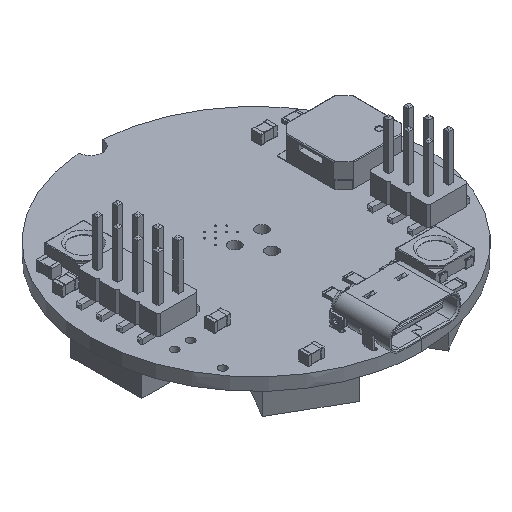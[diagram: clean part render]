
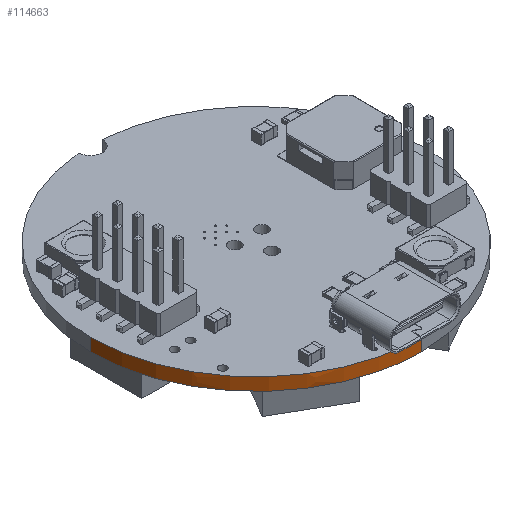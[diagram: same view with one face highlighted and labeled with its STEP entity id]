
A CAD part, isometric view. The second image highlights one B-rep face of the part: STEP entity #114663.
In plain terms, the highlighted face is a extrusion surface.
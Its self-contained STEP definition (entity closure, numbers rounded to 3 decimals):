
#112416 = PLANE('',#112417);
#112417 = AXIS2_PLACEMENT_3D('',#112418,#112419,#112420);
#112418 = CARTESIAN_POINT('',(50.,-49.724,1.6));
#112419 = DIRECTION('',(0.,0.,1.));
#112420 = DIRECTION('',(1.,0.,-0.));
#112445 = SURFACE_OF_LINEAR_EXTRUSION('',#112446,#112451);
#112446 = B_SPLINE_CURVE_WITH_KNOTS('',3,(#112447,#112448,#112449,
    #112450),.UNSPECIFIED.,.F.,.F.,(4,4),(0.,1.),
  .PIECEWISE_BEZIER_KNOTS.);
#112447 = CARTESIAN_POINT('',(48.506,-29.029,0.));
#112448 = CARTESIAN_POINT('',(37.606,-29.796,0.));
#112449 = CARTESIAN_POINT('',(29.,-38.876,0.));
#112450 = CARTESIAN_POINT('',(29.,-49.971,0.));
#112451 = VECTOR('',#112452,1.);
#112452 = DIRECTION('',(-0.,-0.,-1.));
#112475 = PLANE('',#112476);
#112476 = AXIS2_PLACEMENT_3D('',#112477,#112478,#112479);
#112477 = CARTESIAN_POINT('',(50.,-49.724,0.));
#112478 = DIRECTION('',(0.,0.,1.));
#112479 = DIRECTION('',(1.,0.,-0.));
#112576 = VERTEX_POINT('',#112577);
#112577 = CARTESIAN_POINT('',(29.,-49.971,1.6));
#112600 = EDGE_CURVE('',#112601,#112576,#112603,.T.);
#112601 = VERTEX_POINT('',#112602);
#112602 = CARTESIAN_POINT('',(29.,-49.971,0.));
#112603 = SURFACE_CURVE('',#112604,(#112608,#112615),.PCURVE_S1.);
#112604 = LINE('',#112605,#112606);
#112605 = CARTESIAN_POINT('',(29.,-49.971,0.));
#112606 = VECTOR('',#112607,1.);
#112607 = DIRECTION('',(0.,0.,1.));
#112608 = PCURVE('',#112445,#112609);
#112609 = DEFINITIONAL_REPRESENTATION('',(#112610),#112614);
#112610 = LINE('',#112611,#112612);
#112611 = CARTESIAN_POINT('',(1.,0.));
#112612 = VECTOR('',#112613,1.);
#112613 = DIRECTION('',(0.,-1.));
#112614 = ( GEOMETRIC_REPRESENTATION_CONTEXT(2) 
PARAMETRIC_REPRESENTATION_CONTEXT() REPRESENTATION_CONTEXT('2D SPACE',''
  ) );
#112615 = PCURVE('',#112616,#112624);
#112616 = SURFACE_OF_LINEAR_EXTRUSION('',#112617,#112622);
#112617 = B_SPLINE_CURVE_WITH_KNOTS('',3,(#112618,#112619,#112620,
    #112621),.UNSPECIFIED.,.F.,.F.,(4,4),(0.,1.),
  .PIECEWISE_BEZIER_KNOTS.);
#112618 = CARTESIAN_POINT('',(29.,-49.971,0.));
#112619 = CARTESIAN_POINT('',(29.,-61.569,0.));
#112620 = CARTESIAN_POINT('',(38.402,-70.971,0.));
#112621 = CARTESIAN_POINT('',(50.,-70.971,0.));
#112622 = VECTOR('',#112623,1.);
#112623 = DIRECTION('',(-0.,-0.,-1.));
#112624 = DEFINITIONAL_REPRESENTATION('',(#112625),#112629);
#112625 = LINE('',#112626,#112627);
#112626 = CARTESIAN_POINT('',(0.,0.));
#112627 = VECTOR('',#112628,1.);
#112628 = DIRECTION('',(0.,-1.));
#112629 = ( GEOMETRIC_REPRESENTATION_CONTEXT(2) 
PARAMETRIC_REPRESENTATION_CONTEXT() REPRESENTATION_CONTEXT('2D SPACE',''
  ) );
#112659 = EDGE_CURVE('',#112601,#112660,#112662,.T.);
#112660 = VERTEX_POINT('',#112661);
#112661 = CARTESIAN_POINT('',(50.,-70.971,0.));
#112662 = SURFACE_CURVE('',#112663,(#112668,#112676),.PCURVE_S1.);
#112663 = B_SPLINE_CURVE_WITH_KNOTS('',3,(#112664,#112665,#112666,
    #112667),.UNSPECIFIED.,.F.,.F.,(4,4),(0.,1.),
  .PIECEWISE_BEZIER_KNOTS.);
#112664 = CARTESIAN_POINT('',(29.,-49.971,0.));
#112665 = CARTESIAN_POINT('',(29.,-61.569,0.));
#112666 = CARTESIAN_POINT('',(38.402,-70.971,0.));
#112667 = CARTESIAN_POINT('',(50.,-70.971,0.));
#112668 = PCURVE('',#112475,#112669);
#112669 = DEFINITIONAL_REPRESENTATION('',(#112670),#112675);
#112670 = B_SPLINE_CURVE_WITH_KNOTS('',3,(#112671,#112672,#112673,
    #112674),.UNSPECIFIED.,.F.,.F.,(4,4),(0.,1.),
  .PIECEWISE_BEZIER_KNOTS.);
#112671 = CARTESIAN_POINT('',(-21.,-0.246));
#112672 = CARTESIAN_POINT('',(-21.,-11.844));
#112673 = CARTESIAN_POINT('',(-11.598,-21.246));
#112674 = CARTESIAN_POINT('',(0.,-21.246));
#112675 = ( GEOMETRIC_REPRESENTATION_CONTEXT(2) 
PARAMETRIC_REPRESENTATION_CONTEXT() REPRESENTATION_CONTEXT('2D SPACE',''
  ) );
#112676 = PCURVE('',#112616,#112677);
#112677 = DEFINITIONAL_REPRESENTATION('',(#112678),#112682);
#112678 = LINE('',#112679,#112680);
#112679 = CARTESIAN_POINT('',(0.,0.));
#112680 = VECTOR('',#112681,1.);
#112681 = DIRECTION('',(1.,0.));
#112682 = ( GEOMETRIC_REPRESENTATION_CONTEXT(2) 
PARAMETRIC_REPRESENTATION_CONTEXT() REPRESENTATION_CONTEXT('2D SPACE',''
  ) );
#112702 = SURFACE_OF_LINEAR_EXTRUSION('',#112703,#112708);
#112703 = B_SPLINE_CURVE_WITH_KNOTS('',3,(#112704,#112705,#112706,
    #112707),.UNSPECIFIED.,.F.,.F.,(4,4),(0.,1.),
  .PIECEWISE_BEZIER_KNOTS.);
#112704 = CARTESIAN_POINT('',(50.,-70.971,0.));
#112705 = CARTESIAN_POINT('',(61.598,-70.971,0.));
#112706 = CARTESIAN_POINT('',(71.,-61.569,0.));
#112707 = CARTESIAN_POINT('',(71.,-49.971,0.));
#112708 = VECTOR('',#112709,1.);
#112709 = DIRECTION('',(-0.,-0.,-1.));
#113737 = EDGE_CURVE('',#112576,#113738,#113740,.T.);
#113738 = VERTEX_POINT('',#113739);
#113739 = CARTESIAN_POINT('',(50.,-70.971,1.6));
#113740 = SURFACE_CURVE('',#113741,(#113746,#113754),.PCURVE_S1.);
#113741 = B_SPLINE_CURVE_WITH_KNOTS('',3,(#113742,#113743,#113744,
    #113745),.UNSPECIFIED.,.F.,.F.,(4,4),(0.,1.),
  .PIECEWISE_BEZIER_KNOTS.);
#113742 = CARTESIAN_POINT('',(29.,-49.971,1.6));
#113743 = CARTESIAN_POINT('',(29.,-61.569,1.6));
#113744 = CARTESIAN_POINT('',(38.402,-70.971,1.6));
#113745 = CARTESIAN_POINT('',(50.,-70.971,1.6));
#113746 = PCURVE('',#112416,#113747);
#113747 = DEFINITIONAL_REPRESENTATION('',(#113748),#113753);
#113748 = B_SPLINE_CURVE_WITH_KNOTS('',3,(#113749,#113750,#113751,
    #113752),.UNSPECIFIED.,.F.,.F.,(4,4),(0.,1.),
  .PIECEWISE_BEZIER_KNOTS.);
#113749 = CARTESIAN_POINT('',(-21.,-0.246));
#113750 = CARTESIAN_POINT('',(-21.,-11.844));
#113751 = CARTESIAN_POINT('',(-11.598,-21.246));
#113752 = CARTESIAN_POINT('',(0.,-21.246));
#113753 = ( GEOMETRIC_REPRESENTATION_CONTEXT(2) 
PARAMETRIC_REPRESENTATION_CONTEXT() REPRESENTATION_CONTEXT('2D SPACE',''
  ) );
#113754 = PCURVE('',#112616,#113755);
#113755 = DEFINITIONAL_REPRESENTATION('',(#113756),#113760);
#113756 = LINE('',#113757,#113758);
#113757 = CARTESIAN_POINT('',(0.,-1.6));
#113758 = VECTOR('',#113759,1.);
#113759 = DIRECTION('',(1.,0.));
#113760 = ( GEOMETRIC_REPRESENTATION_CONTEXT(2) 
PARAMETRIC_REPRESENTATION_CONTEXT() REPRESENTATION_CONTEXT('2D SPACE',''
  ) );
#114663 = ADVANCED_FACE('',(#114664),#112616,.F.);
#114664 = FACE_BOUND('',#114665,.F.);
#114665 = EDGE_LOOP('',(#114666,#114667,#114668,#114689));
#114666 = ORIENTED_EDGE('',*,*,#112600,.T.);
#114667 = ORIENTED_EDGE('',*,*,#113737,.T.);
#114668 = ORIENTED_EDGE('',*,*,#114669,.F.);
#114669 = EDGE_CURVE('',#112660,#113738,#114670,.T.);
#114670 = SURFACE_CURVE('',#114671,(#114675,#114682),.PCURVE_S1.);
#114671 = LINE('',#114672,#114673);
#114672 = CARTESIAN_POINT('',(50.,-70.971,0.));
#114673 = VECTOR('',#114674,1.);
#114674 = DIRECTION('',(0.,0.,1.));
#114675 = PCURVE('',#112616,#114676);
#114676 = DEFINITIONAL_REPRESENTATION('',(#114677),#114681);
#114677 = LINE('',#114678,#114679);
#114678 = CARTESIAN_POINT('',(1.,0.));
#114679 = VECTOR('',#114680,1.);
#114680 = DIRECTION('',(0.,-1.));
#114681 = ( GEOMETRIC_REPRESENTATION_CONTEXT(2) 
PARAMETRIC_REPRESENTATION_CONTEXT() REPRESENTATION_CONTEXT('2D SPACE',''
  ) );
#114682 = PCURVE('',#112702,#114683);
#114683 = DEFINITIONAL_REPRESENTATION('',(#114684),#114688);
#114684 = LINE('',#114685,#114686);
#114685 = CARTESIAN_POINT('',(0.,0.));
#114686 = VECTOR('',#114687,1.);
#114687 = DIRECTION('',(0.,-1.));
#114688 = ( GEOMETRIC_REPRESENTATION_CONTEXT(2) 
PARAMETRIC_REPRESENTATION_CONTEXT() REPRESENTATION_CONTEXT('2D SPACE',''
  ) );
#114689 = ORIENTED_EDGE('',*,*,#112659,.F.);
